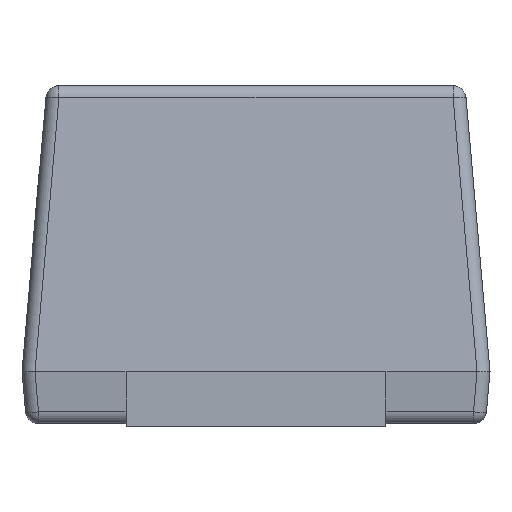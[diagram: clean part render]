
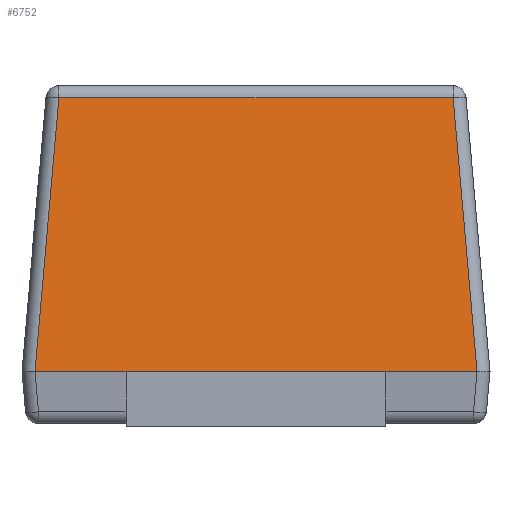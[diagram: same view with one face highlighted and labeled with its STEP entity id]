
A CAD part, left-side view. The second image highlights one B-rep face of the part: STEP entity #6752.
In plain terms, the highlighted planar face has unit normal (-0.996, 0, 0.087).
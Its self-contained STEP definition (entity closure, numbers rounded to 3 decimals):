
#4105 = CYLINDRICAL_SURFACE('',#4106,0.05);
#4106 = AXIS2_PLACEMENT_3D('',#4107,#4108,#4109);
#4107 = CARTESIAN_POINT('',(-1.351,0.858,
    0.201));
#4108 = DIRECTION('',(-0.087,0.087,
    -0.992));
#4109 = DIRECTION('',(-0.996,0.,
    0.087));
#6090 = VERTEX_POINT('',#6091);
#6091 = CARTESIAN_POINT('',(-1.4,0.507,
    0.21));
#6100 = PLANE('',#6101);
#6101 = AXIS2_PLACEMENT_3D('',#6102,#6103,#6104);
#6102 = CARTESIAN_POINT('',(-1.4,0.907,
    0.21));
#6103 = DIRECTION('',(-0.996,0.,
    -0.087));
#6104 = DIRECTION('',(-0.087,0.,
    0.996));
#6119 = EDGE_CURVE('',#6120,#6090,#6122,.T.);
#6120 = VERTEX_POINT('',#6121);
#6121 = CARTESIAN_POINT('',(-1.4,0.857,
    0.21));
#6122 = SURFACE_CURVE('',#6123,(#6127,#6134),.PCURVE_S1.);
#6123 = LINE('',#6124,#6125);
#6124 = CARTESIAN_POINT('',(-1.4,0.907,
    0.21));
#6125 = VECTOR('',#6126,1.);
#6126 = DIRECTION('',(0.,-1.,0.));
#6127 = PCURVE('',#6100,#6128);
#6128 = DEFINITIONAL_REPRESENTATION('',(#6129),#6133);
#6129 = LINE('',#6130,#6131);
#6130 = CARTESIAN_POINT('',(0.,0.));
#6131 = VECTOR('',#6132,1.);
#6132 = DIRECTION('',(0.,-1.));
#6133 = ( GEOMETRIC_REPRESENTATION_CONTEXT(2) 
PARAMETRIC_REPRESENTATION_CONTEXT() REPRESENTATION_CONTEXT('2D SPACE',''
  ) );
#6134 = PCURVE('',#6135,#6140);
#6135 = PLANE('',#6136);
#6136 = AXIS2_PLACEMENT_3D('',#6137,#6138,#6139);
#6137 = CARTESIAN_POINT('',(-1.4,0.907,
    0.21));
#6138 = DIRECTION('',(-0.996,0.,
    0.087));
#6139 = DIRECTION('',(0.087,0.,
    0.996));
#6140 = DEFINITIONAL_REPRESENTATION('',(#6141),#6145);
#6141 = LINE('',#6142,#6143);
#6142 = CARTESIAN_POINT('',(0.,0.));
#6143 = VECTOR('',#6144,1.);
#6144 = DIRECTION('',(0.,-1.));
#6145 = ( GEOMETRIC_REPRESENTATION_CONTEXT(2) 
PARAMETRIC_REPRESENTATION_CONTEXT() REPRESENTATION_CONTEXT('2D SPACE',''
  ) );
#6485 = VERTEX_POINT('',#6486);
#6486 = CARTESIAN_POINT('',(-1.4,-0.493,
    0.21));
#6493 = PLANE('',#6494);
#6494 = AXIS2_PLACEMENT_3D('',#6495,#6496,#6497);
#6495 = CARTESIAN_POINT('',(-1.4,0.907,
    0.21));
#6496 = DIRECTION('',(-0.996,0.,
    -0.087));
#6497 = DIRECTION('',(-0.087,0.,
    0.996));
#6536 = VERTEX_POINT('',#6537);
#6537 = CARTESIAN_POINT('',(-1.4,-0.843,
    0.21));
#6558 = EDGE_CURVE('',#6485,#6536,#6559,.T.);
#6559 = SURFACE_CURVE('',#6560,(#6564,#6571),.PCURVE_S1.);
#6560 = LINE('',#6561,#6562);
#6561 = CARTESIAN_POINT('',(-1.4,0.907,
    0.21));
#6562 = VECTOR('',#6563,1.);
#6563 = DIRECTION('',(0.,-1.,0.));
#6564 = PCURVE('',#6493,#6565);
#6565 = DEFINITIONAL_REPRESENTATION('',(#6566),#6570);
#6566 = LINE('',#6567,#6568);
#6567 = CARTESIAN_POINT('',(0.,0.));
#6568 = VECTOR('',#6569,1.);
#6569 = DIRECTION('',(0.,-1.));
#6570 = ( GEOMETRIC_REPRESENTATION_CONTEXT(2) 
PARAMETRIC_REPRESENTATION_CONTEXT() REPRESENTATION_CONTEXT('2D SPACE',''
  ) );
#6571 = PCURVE('',#6135,#6572);
#6572 = DEFINITIONAL_REPRESENTATION('',(#6573),#6577);
#6573 = LINE('',#6574,#6575);
#6574 = CARTESIAN_POINT('',(0.,0.));
#6575 = VECTOR('',#6576,1.);
#6576 = DIRECTION('',(0.,-1.));
#6577 = ( GEOMETRIC_REPRESENTATION_CONTEXT(2) 
PARAMETRIC_REPRESENTATION_CONTEXT() REPRESENTATION_CONTEXT('2D SPACE',''
  ) );
#6752 = ADVANCED_FACE('',(#6753),#6135,.T.);
#6753 = FACE_BOUND('',#6754,.T.);
#6754 = EDGE_LOOP('',(#6755,#6785,#6806,#6807,#6833,#6834));
#6755 = ORIENTED_EDGE('',*,*,#6756,.T.);
#6756 = EDGE_CURVE('',#6757,#6759,#6761,.T.);
#6757 = VERTEX_POINT('',#6758);
#6758 = CARTESIAN_POINT('',(-1.308,-0.751,
    1.264));
#6759 = VERTEX_POINT('',#6760);
#6760 = CARTESIAN_POINT('',(-1.308,0.765,
    1.264));
#6761 = SURFACE_CURVE('',#6762,(#6766,#6773),.PCURVE_S1.);
#6762 = LINE('',#6763,#6764);
#6763 = CARTESIAN_POINT('',(-1.308,0.811,
    1.264));
#6764 = VECTOR('',#6765,1.);
#6765 = DIRECTION('',(0.,1.,0.));
#6766 = PCURVE('',#6135,#6767);
#6767 = DEFINITIONAL_REPRESENTATION('',(#6768),#6772);
#6768 = LINE('',#6769,#6770);
#6769 = CARTESIAN_POINT('',(1.058,-0.096));
#6770 = VECTOR('',#6771,1.);
#6771 = DIRECTION('',(0.,1.));
#6772 = ( GEOMETRIC_REPRESENTATION_CONTEXT(2) 
PARAMETRIC_REPRESENTATION_CONTEXT() REPRESENTATION_CONTEXT('2D SPACE',''
  ) );
#6773 = PCURVE('',#6774,#6779);
#6774 = CYLINDRICAL_SURFACE('',#6775,0.05);
#6775 = AXIS2_PLACEMENT_3D('',#6776,#6777,#6778);
#6776 = CARTESIAN_POINT('',(-1.258,0.007,
    1.26));
#6777 = DIRECTION('',(0.,-1.,0.));
#6778 = DIRECTION('',(1.,0.,0.));
#6779 = DEFINITIONAL_REPRESENTATION('',(#6780),#6784);
#6780 = LINE('',#6781,#6782);
#6781 = CARTESIAN_POINT('',(3.054,-0.804));
#6782 = VECTOR('',#6783,1.);
#6783 = DIRECTION('',(0.,-1.));
#6784 = ( GEOMETRIC_REPRESENTATION_CONTEXT(2) 
PARAMETRIC_REPRESENTATION_CONTEXT() REPRESENTATION_CONTEXT('2D SPACE',''
  ) );
#6785 = ORIENTED_EDGE('',*,*,#6786,.T.);
#6786 = EDGE_CURVE('',#6759,#6120,#6787,.T.);
#6787 = SURFACE_CURVE('',#6788,(#6792,#6799),.PCURVE_S1.);
#6788 = LINE('',#6789,#6790);
#6789 = CARTESIAN_POINT('',(-1.4,0.858,
    0.206));
#6790 = VECTOR('',#6791,1.);
#6791 = DIRECTION('',(-0.087,0.087,
    -0.992));
#6792 = PCURVE('',#6135,#6793);
#6793 = DEFINITIONAL_REPRESENTATION('',(#6794),#6798);
#6794 = LINE('',#6795,#6796);
#6795 = CARTESIAN_POINT('',(-0.004,-0.049));
#6796 = VECTOR('',#6797,1.);
#6797 = DIRECTION('',(-0.996,0.087));
#6798 = ( GEOMETRIC_REPRESENTATION_CONTEXT(2) 
PARAMETRIC_REPRESENTATION_CONTEXT() REPRESENTATION_CONTEXT('2D SPACE',''
  ) );
#6799 = PCURVE('',#4105,#6800);
#6800 = DEFINITIONAL_REPRESENTATION('',(#6801),#6805);
#6801 = LINE('',#6802,#6803);
#6802 = CARTESIAN_POINT('',(0.,0.));
#6803 = VECTOR('',#6804,1.);
#6804 = DIRECTION('',(0.,1.));
#6805 = ( GEOMETRIC_REPRESENTATION_CONTEXT(2) 
PARAMETRIC_REPRESENTATION_CONTEXT() REPRESENTATION_CONTEXT('2D SPACE',''
  ) );
#6806 = ORIENTED_EDGE('',*,*,#6119,.T.);
#6807 = ORIENTED_EDGE('',*,*,#6808,.T.);
#6808 = EDGE_CURVE('',#6090,#6485,#6809,.T.);
#6809 = SURFACE_CURVE('',#6810,(#6814,#6821),.PCURVE_S1.);
#6810 = LINE('',#6811,#6812);
#6811 = CARTESIAN_POINT('',(-1.4,0.907,
    0.21));
#6812 = VECTOR('',#6813,1.);
#6813 = DIRECTION('',(0.,-1.,0.));
#6814 = PCURVE('',#6135,#6815);
#6815 = DEFINITIONAL_REPRESENTATION('',(#6816),#6820);
#6816 = LINE('',#6817,#6818);
#6817 = CARTESIAN_POINT('',(0.,0.));
#6818 = VECTOR('',#6819,1.);
#6819 = DIRECTION('',(0.,-1.));
#6820 = ( GEOMETRIC_REPRESENTATION_CONTEXT(2) 
PARAMETRIC_REPRESENTATION_CONTEXT() REPRESENTATION_CONTEXT('2D SPACE',''
  ) );
#6821 = PCURVE('',#6822,#6827);
#6822 = PLANE('',#6823);
#6823 = AXIS2_PLACEMENT_3D('',#6824,#6825,#6826);
#6824 = CARTESIAN_POINT('',(0.,0.007,0.21));
#6825 = DIRECTION('',(0.,0.,-1.));
#6826 = DIRECTION('',(-1.,0.,0.));
#6827 = DEFINITIONAL_REPRESENTATION('',(#6828),#6832);
#6828 = LINE('',#6829,#6830);
#6829 = CARTESIAN_POINT('',(1.4,0.9));
#6830 = VECTOR('',#6831,1.);
#6831 = DIRECTION('',(0.,-1.));
#6832 = ( GEOMETRIC_REPRESENTATION_CONTEXT(2) 
PARAMETRIC_REPRESENTATION_CONTEXT() REPRESENTATION_CONTEXT('2D SPACE',''
  ) );
#6833 = ORIENTED_EDGE('',*,*,#6558,.T.);
#6834 = ORIENTED_EDGE('',*,*,#6835,.T.);
#6835 = EDGE_CURVE('',#6536,#6757,#6836,.T.);
#6836 = SURFACE_CURVE('',#6837,(#6841,#6848),.PCURVE_S1.);
#6837 = LINE('',#6838,#6839);
#6838 = CARTESIAN_POINT('',(-1.387,-0.83,
    0.361));
#6839 = VECTOR('',#6840,1.);
#6840 = DIRECTION('',(0.087,0.087,
    0.992));
#6841 = PCURVE('',#6135,#6842);
#6842 = DEFINITIONAL_REPRESENTATION('',(#6843),#6847);
#6843 = LINE('',#6844,#6845);
#6844 = CARTESIAN_POINT('',(0.151,-1.737));
#6845 = VECTOR('',#6846,1.);
#6846 = DIRECTION('',(0.996,0.087));
#6847 = ( GEOMETRIC_REPRESENTATION_CONTEXT(2) 
PARAMETRIC_REPRESENTATION_CONTEXT() REPRESENTATION_CONTEXT('2D SPACE',''
  ) );
#6848 = PCURVE('',#6849,#6854);
#6849 = CYLINDRICAL_SURFACE('',#6850,0.05);
#6850 = AXIS2_PLACEMENT_3D('',#6851,#6852,#6853);
#6851 = CARTESIAN_POINT('',(-1.351,-0.844,
    0.201));
#6852 = DIRECTION('',(-0.087,-0.087,
    -0.992));
#6853 = DIRECTION('',(0.,0.996,
    -0.087));
#6854 = DEFINITIONAL_REPRESENTATION('',(#6855),#6859);
#6855 = LINE('',#6856,#6857);
#6856 = CARTESIAN_POINT('',(4.705,-0.156));
#6857 = VECTOR('',#6858,1.);
#6858 = DIRECTION('',(0.,-1.));
#6859 = ( GEOMETRIC_REPRESENTATION_CONTEXT(2) 
PARAMETRIC_REPRESENTATION_CONTEXT() REPRESENTATION_CONTEXT('2D SPACE',''
  ) );
